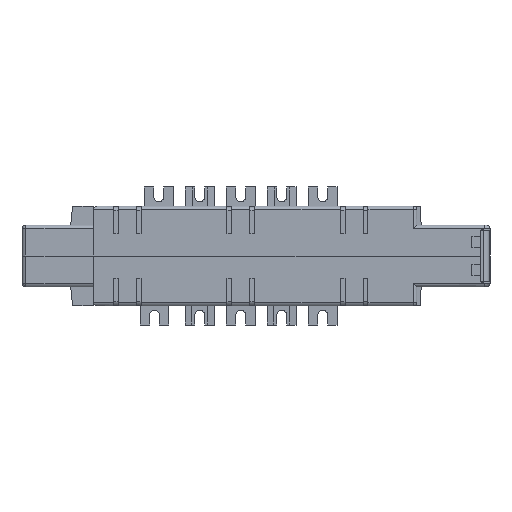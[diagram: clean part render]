
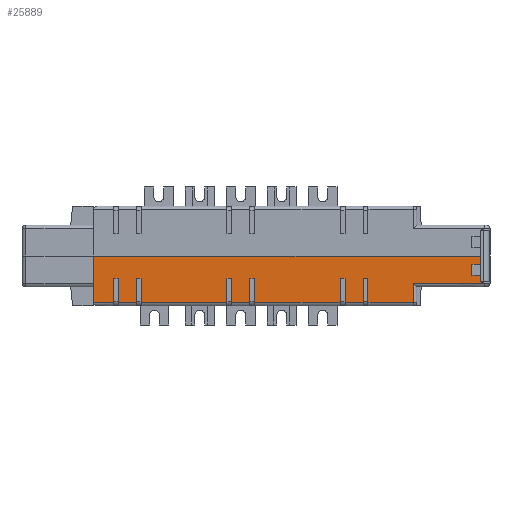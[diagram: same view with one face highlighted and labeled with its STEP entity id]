
A CAD part, left-side view. The second image highlights one B-rep face of the part: STEP entity #25889.
In plain terms, the highlighted planar face has unit normal (-1, 0, 0).
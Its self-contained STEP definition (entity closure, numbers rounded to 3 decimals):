
#1001=FACE_OUTER_BOUND('',#2415,.T.);
#2415=EDGE_LOOP('',(#18996,#18997,#18998,#18999,#19000,#19001,#19002,#19003,
#19004,#19005,#19006,#19007,#19008,#19009,#19010,#19011,#19012,#19013,#19014,
#19015,#19016,#19017,#19018,#19019,#19020,#19021,#19022,#19023,#19024,#19025,
#19026,#19027,#19028,#19029,#19030,#19031));
#4154=LINE('',#38199,#7385);
#4161=LINE('',#38231,#7392);
#4165=LINE('',#38249,#7396);
#4169=LINE('',#38267,#7400);
#4173=LINE('',#38285,#7404);
#4177=LINE('',#38303,#7408);
#4187=LINE('',#38334,#7418);
#4228=LINE('',#38506,#7459);
#4252=LINE('',#38619,#7483);
#4303=LINE('',#38740,#7534);
#4312=LINE('',#38756,#7543);
#4325=LINE('',#38781,#7556);
#4336=LINE('',#38803,#7567);
#4339=LINE('',#38808,#7570);
#4800=LINE('',#39790,#8031);
#4806=LINE('',#39802,#8037);
#4812=LINE('',#39814,#8043);
#4816=LINE('',#39822,#8047);
#4823=LINE('',#39836,#8054);
#4830=LINE('',#39850,#8061);
#4858=LINE('',#39896,#8089);
#4859=LINE('',#39898,#8090);
#4865=LINE('',#39908,#8096);
#4866=LINE('',#39910,#8097);
#4872=LINE('',#39920,#8103);
#4873=LINE('',#39922,#8104);
#4879=LINE('',#39932,#8110);
#4880=LINE('',#39934,#8111);
#4886=LINE('',#39944,#8117);
#4887=LINE('',#39946,#8118);
#4893=LINE('',#39956,#8124);
#4894=LINE('',#39958,#8125);
#5000=LINE('',#40192,#8231);
#5072=LINE('',#40333,#8303);
#5073=LINE('',#40334,#8304);
#5074=LINE('',#40335,#8305);
#7385=VECTOR('',#29280,1000.);
#7392=VECTOR('',#29311,1000.);
#7396=VECTOR('',#29327,1000.);
#7400=VECTOR('',#29343,1000.);
#7404=VECTOR('',#29359,1000.);
#7408=VECTOR('',#29375,1000.);
#7418=VECTOR('',#29403,1000.);
#7459=VECTOR('',#29558,1000.);
#7483=VECTOR('',#29648,1000.);
#7534=VECTOR('',#29757,1000.);
#7543=VECTOR('',#29768,1000.);
#7556=VECTOR('',#29791,1000.);
#7567=VECTOR('',#29810,1000.);
#7570=VECTOR('',#29815,1000.);
#8031=VECTOR('',#30664,1000.);
#8037=VECTOR('',#30674,1000.);
#8043=VECTOR('',#30684,1000.);
#8047=VECTOR('',#30692,1000.);
#8054=VECTOR('',#30703,1000.);
#8061=VECTOR('',#30714,1000.);
#8089=VECTOR('',#30752,1000.);
#8090=VECTOR('',#30755,1000.);
#8096=VECTOR('',#30765,1000.);
#8097=VECTOR('',#30768,1000.);
#8103=VECTOR('',#30778,1000.);
#8104=VECTOR('',#30781,1000.);
#8110=VECTOR('',#30791,1000.);
#8111=VECTOR('',#30794,1000.);
#8117=VECTOR('',#30804,1000.);
#8118=VECTOR('',#30807,1000.);
#8124=VECTOR('',#30817,1000.);
#8125=VECTOR('',#30820,1000.);
#8231=VECTOR('',#31012,1000.);
#8303=VECTOR('',#31140,1000.);
#8304=VECTOR('',#31141,1000.);
#8305=VECTOR('',#31142,1000.);
#10599=VERTEX_POINT('',#38190);
#10601=VERTEX_POINT('',#38196);
#10613=VERTEX_POINT('',#38225);
#10615=VERTEX_POINT('',#38229);
#10621=VERTEX_POINT('',#38243);
#10623=VERTEX_POINT('',#38247);
#10629=VERTEX_POINT('',#38261);
#10631=VERTEX_POINT('',#38265);
#10637=VERTEX_POINT('',#38279);
#10639=VERTEX_POINT('',#38283);
#10645=VERTEX_POINT('',#38297);
#10647=VERTEX_POINT('',#38301);
#10659=VERTEX_POINT('',#38333);
#10731=VERTEX_POINT('',#38499);
#10732=VERTEX_POINT('',#38503);
#10770=VERTEX_POINT('',#38613);
#10810=VERTEX_POINT('',#38736);
#10812=VERTEX_POINT('',#38739);
#10818=VERTEX_POINT('',#38755);
#10825=VERTEX_POINT('',#38779);
#10832=VERTEX_POINT('',#38801);
#10833=VERTEX_POINT('',#38807);
#11159=VERTEX_POINT('',#39787);
#11160=VERTEX_POINT('',#39789);
#11163=VERTEX_POINT('',#39799);
#11164=VERTEX_POINT('',#39801);
#11167=VERTEX_POINT('',#39811);
#11168=VERTEX_POINT('',#39813);
#11169=VERTEX_POINT('',#39820);
#11170=VERTEX_POINT('',#39821);
#11174=VERTEX_POINT('',#39833);
#11175=VERTEX_POINT('',#39835);
#11179=VERTEX_POINT('',#39847);
#11180=VERTEX_POINT('',#39849);
#11287=VERTEX_POINT('',#40189);
#11288=VERTEX_POINT('',#40191);
#13206=EDGE_CURVE('',#10599,#10601,#4154,.T.);
#13221=EDGE_CURVE('',#10613,#10615,#4161,.T.);
#13229=EDGE_CURVE('',#10621,#10623,#4165,.T.);
#13237=EDGE_CURVE('',#10629,#10631,#4169,.T.);
#13245=EDGE_CURVE('',#10637,#10639,#4173,.T.);
#13253=EDGE_CURVE('',#10645,#10647,#4177,.T.);
#13268=EDGE_CURVE('',#10659,#10599,#4187,.T.);
#13347=EDGE_CURVE('',#10731,#10732,#4228,.T.);
#13394=EDGE_CURVE('',#10601,#10770,#4252,.T.);
#13453=EDGE_CURVE('',#10812,#10810,#4303,.T.);
#13462=EDGE_CURVE('',#10812,#10818,#4312,.T.);
#13475=EDGE_CURVE('',#10810,#10825,#4325,.T.);
#13486=EDGE_CURVE('',#10832,#10818,#4336,.T.);
#13489=EDGE_CURVE('',#10833,#10832,#4339,.T.);
#13987=EDGE_CURVE('',#11159,#11160,#4800,.T.);
#13993=EDGE_CURVE('',#11163,#11164,#4806,.T.);
#13999=EDGE_CURVE('',#11167,#11168,#4812,.T.);
#14003=EDGE_CURVE('',#11169,#11170,#4816,.T.);
#14010=EDGE_CURVE('',#11174,#11175,#4823,.T.);
#14017=EDGE_CURVE('',#11179,#11180,#4830,.T.);
#14045=EDGE_CURVE('',#11179,#10659,#4858,.T.);
#14046=EDGE_CURVE('',#11180,#10647,#4859,.T.);
#14052=EDGE_CURVE('',#11169,#10645,#4865,.T.);
#14053=EDGE_CURVE('',#11170,#10639,#4866,.T.);
#14059=EDGE_CURVE('',#11163,#10637,#4872,.T.);
#14060=EDGE_CURVE('',#11164,#10631,#4873,.T.);
#14066=EDGE_CURVE('',#11167,#10629,#4879,.T.);
#14067=EDGE_CURVE('',#11168,#10623,#4880,.T.);
#14073=EDGE_CURVE('',#11159,#10621,#4886,.T.);
#14074=EDGE_CURVE('',#11160,#10615,#4887,.T.);
#14080=EDGE_CURVE('',#11174,#10613,#4893,.T.);
#14081=EDGE_CURVE('',#11175,#10732,#4894,.T.);
#14201=EDGE_CURVE('',#11287,#11288,#5000,.T.);
#14282=EDGE_CURVE('',#10833,#10770,#5072,.T.);
#14283=EDGE_CURVE('',#10825,#11288,#5073,.T.);
#14284=EDGE_CURVE('',#11287,#10731,#5074,.T.);
#18996=ORIENTED_EDGE('',*,*,#13268,.T.);
#18997=ORIENTED_EDGE('',*,*,#13206,.T.);
#18998=ORIENTED_EDGE('',*,*,#13394,.T.);
#18999=ORIENTED_EDGE('',*,*,#14282,.F.);
#19000=ORIENTED_EDGE('',*,*,#13489,.T.);
#19001=ORIENTED_EDGE('',*,*,#13486,.T.);
#19002=ORIENTED_EDGE('',*,*,#13462,.F.);
#19003=ORIENTED_EDGE('',*,*,#13453,.T.);
#19004=ORIENTED_EDGE('',*,*,#13475,.T.);
#19005=ORIENTED_EDGE('',*,*,#14283,.T.);
#19006=ORIENTED_EDGE('',*,*,#14201,.F.);
#19007=ORIENTED_EDGE('',*,*,#14284,.T.);
#19008=ORIENTED_EDGE('',*,*,#13347,.T.);
#19009=ORIENTED_EDGE('',*,*,#14081,.F.);
#19010=ORIENTED_EDGE('',*,*,#14010,.F.);
#19011=ORIENTED_EDGE('',*,*,#14080,.T.);
#19012=ORIENTED_EDGE('',*,*,#13221,.T.);
#19013=ORIENTED_EDGE('',*,*,#14074,.F.);
#19014=ORIENTED_EDGE('',*,*,#13987,.F.);
#19015=ORIENTED_EDGE('',*,*,#14073,.T.);
#19016=ORIENTED_EDGE('',*,*,#13229,.T.);
#19017=ORIENTED_EDGE('',*,*,#14067,.F.);
#19018=ORIENTED_EDGE('',*,*,#13999,.F.);
#19019=ORIENTED_EDGE('',*,*,#14066,.T.);
#19020=ORIENTED_EDGE('',*,*,#13237,.T.);
#19021=ORIENTED_EDGE('',*,*,#14060,.F.);
#19022=ORIENTED_EDGE('',*,*,#13993,.F.);
#19023=ORIENTED_EDGE('',*,*,#14059,.T.);
#19024=ORIENTED_EDGE('',*,*,#13245,.T.);
#19025=ORIENTED_EDGE('',*,*,#14053,.F.);
#19026=ORIENTED_EDGE('',*,*,#14003,.F.);
#19027=ORIENTED_EDGE('',*,*,#14052,.T.);
#19028=ORIENTED_EDGE('',*,*,#13253,.T.);
#19029=ORIENTED_EDGE('',*,*,#14046,.F.);
#19030=ORIENTED_EDGE('',*,*,#14017,.F.);
#19031=ORIENTED_EDGE('',*,*,#14045,.T.);
#24684=PLANE('',#27517);
#25889=ADVANCED_FACE('',(#1001),#24684,.F.);
#27517=AXIS2_PLACEMENT_3D('',#40332,#31138,#31139);
#29280=DIRECTION('',(0.,0.,1.));
#29311=DIRECTION('',(0.,-1.,0.));
#29327=DIRECTION('',(0.,-1.,0.));
#29343=DIRECTION('',(0.,-1.,0.));
#29359=DIRECTION('',(0.,-1.,0.));
#29375=DIRECTION('',(0.,-1.,0.));
#29403=DIRECTION('',(0.,-1.,0.));
#29558=DIRECTION('',(0.,-1.,0.));
#29648=DIRECTION('',(0.,-1.,0.));
#29757=DIRECTION('',(0.,0.,1.));
#29768=DIRECTION('',(0.,-1.,0.));
#29791=DIRECTION('',(0.,-1.,0.));
#29810=DIRECTION('',(0.,0.,1.));
#29815=DIRECTION('',(0.,1.,0.));
#30664=DIRECTION('',(0.,1.,0.));
#30674=DIRECTION('',(0.,1.,0.));
#30684=DIRECTION('',(0.,1.,0.));
#30692=DIRECTION('',(0.,1.,0.));
#30703=DIRECTION('',(0.,1.,0.));
#30714=DIRECTION('',(0.,1.,0.));
#30752=DIRECTION('',(0.,0.,-1.));
#30755=DIRECTION('',(0.,0.,-1.));
#30765=DIRECTION('',(0.,0.,-1.));
#30768=DIRECTION('',(0.,0.,-1.));
#30778=DIRECTION('',(0.,0.,-1.));
#30781=DIRECTION('',(0.,0.,-1.));
#30791=DIRECTION('',(0.,0.,-1.));
#30794=DIRECTION('',(0.,0.,-1.));
#30804=DIRECTION('',(0.,0.,-1.));
#30807=DIRECTION('',(0.,0.,-1.));
#30817=DIRECTION('',(0.,0.,-1.));
#30820=DIRECTION('',(0.,0.,-1.));
#31012=DIRECTION('',(0.,-1.,0.));
#31138=DIRECTION('center_axis',(1.,0.,0.));
#31139=DIRECTION('ref_axis',(0.,1.,0.));
#31140=DIRECTION('',(0.,0.,-1.));
#31141=DIRECTION('',(0.,0.,1.));
#31142=DIRECTION('',(0.,0.,-1.));
#38190=CARTESIAN_POINT('',(-88.3,-63.7,2.));
#38196=CARTESIAN_POINT('',(-88.3,-63.7,12.));
#38199=CARTESIAN_POINT('',(-88.3,-63.7,26.2));
#38225=CARTESIAN_POINT('',(-88.3,91.,2.));
#38229=CARTESIAN_POINT('',(-88.3,81.5,2.));
#38231=CARTESIAN_POINT('',(-88.3,104.,2.));
#38243=CARTESIAN_POINT('',(-88.3,79.,2.));
#38247=CARTESIAN_POINT('',(-88.3,34.,2.));
#38249=CARTESIAN_POINT('',(-88.3,104.,2.));
#38261=CARTESIAN_POINT('',(-88.3,31.5,2.));
#38265=CARTESIAN_POINT('',(-88.3,22.,2.));
#38267=CARTESIAN_POINT('',(-88.3,104.,2.));
#38279=CARTESIAN_POINT('',(-88.3,19.5,2.));
#38283=CARTESIAN_POINT('',(-88.3,-25.5,2.));
#38285=CARTESIAN_POINT('',(-88.3,104.,2.));
#38297=CARTESIAN_POINT('',(-88.3,-28.,2.));
#38301=CARTESIAN_POINT('',(-88.3,-37.5,2.));
#38303=CARTESIAN_POINT('',(-88.3,104.,2.));
#38333=CARTESIAN_POINT('',(-88.3,-40.,2.));
#38334=CARTESIAN_POINT('',(-88.3,104.,2.));
#38499=CARTESIAN_POINT('',(-88.3,104.,2.));
#38503=CARTESIAN_POINT('',(-88.3,93.5,2.));
#38506=CARTESIAN_POINT('',(-88.3,104.,2.));
#38613=CARTESIAN_POINT('',(-88.3,-101.,12.));
#38619=CARTESIAN_POINT('',(-88.3,104.,12.));
#38736=CARTESIAN_POINT('',(-88.3,-94.5,22.));
#38739=CARTESIAN_POINT('',(-88.3,-94.5,16.));
#38740=CARTESIAN_POINT('',(-88.3,-94.5,22.));
#38755=CARTESIAN_POINT('',(-88.3,-99.,16.));
#38756=CARTESIAN_POINT('',(-88.3,-75.225,16.));
#38779=CARTESIAN_POINT('',(-88.3,-99.,22.));
#38781=CARTESIAN_POINT('',(-88.3,-75.225,22.));
#38801=CARTESIAN_POINT('',(-88.3,-99.,12.8));
#38803=CARTESIAN_POINT('',(-88.3,-99.,-20.414));
#38807=CARTESIAN_POINT('',(-88.3,-101.,12.8));
#38808=CARTESIAN_POINT('',(-88.3,-104.,12.8));
#39787=CARTESIAN_POINT('',(-88.3,79.,14.5));
#39789=CARTESIAN_POINT('',(-88.3,81.5,14.5));
#39790=CARTESIAN_POINT('',(-88.3,81.5,14.5));
#39799=CARTESIAN_POINT('',(-88.3,19.5,14.5));
#39801=CARTESIAN_POINT('',(-88.3,22.,14.5));
#39802=CARTESIAN_POINT('',(-88.3,22.,14.5));
#39811=CARTESIAN_POINT('',(-88.3,31.5,14.5));
#39813=CARTESIAN_POINT('',(-88.3,34.,14.5));
#39814=CARTESIAN_POINT('',(-88.3,34.,14.5));
#39820=CARTESIAN_POINT('',(-88.3,-28.,14.5));
#39821=CARTESIAN_POINT('',(-88.3,-25.5,14.5));
#39822=CARTESIAN_POINT('',(-88.3,-28.,14.5));
#39833=CARTESIAN_POINT('',(-88.3,91.,14.5));
#39835=CARTESIAN_POINT('',(-88.3,93.5,14.5));
#39836=CARTESIAN_POINT('',(-88.3,93.5,14.5));
#39847=CARTESIAN_POINT('',(-88.3,-40.,14.5));
#39849=CARTESIAN_POINT('',(-88.3,-37.5,14.5));
#39850=CARTESIAN_POINT('',(-88.3,-37.5,14.5));
#39896=CARTESIAN_POINT('',(-88.3,-40.,0.5));
#39898=CARTESIAN_POINT('',(-88.3,-37.5,0.5));
#39908=CARTESIAN_POINT('',(-88.3,-28.,0.5));
#39910=CARTESIAN_POINT('',(-88.3,-25.5,0.5));
#39920=CARTESIAN_POINT('',(-88.3,19.5,0.5));
#39922=CARTESIAN_POINT('',(-88.3,22.,0.5));
#39932=CARTESIAN_POINT('',(-88.3,31.5,0.5));
#39934=CARTESIAN_POINT('',(-88.3,34.,0.5));
#39944=CARTESIAN_POINT('',(-88.3,79.,0.5));
#39946=CARTESIAN_POINT('',(-88.3,81.5,0.5));
#39956=CARTESIAN_POINT('',(-88.3,91.,0.5));
#39958=CARTESIAN_POINT('',(-88.3,93.5,0.5));
#40189=CARTESIAN_POINT('',(-88.3,104.,26.2));
#40191=CARTESIAN_POINT('',(-88.3,-99.,26.2));
#40192=CARTESIAN_POINT('',(-88.3,104.,26.2));
#40332=CARTESIAN_POINT('Origin',(-88.3,104.,26.2));
#40333=CARTESIAN_POINT('',(-88.3,-101.,26.2));
#40334=CARTESIAN_POINT('',(-88.3,-99.,-20.414));
#40335=CARTESIAN_POINT('',(-88.3,104.,26.2));
